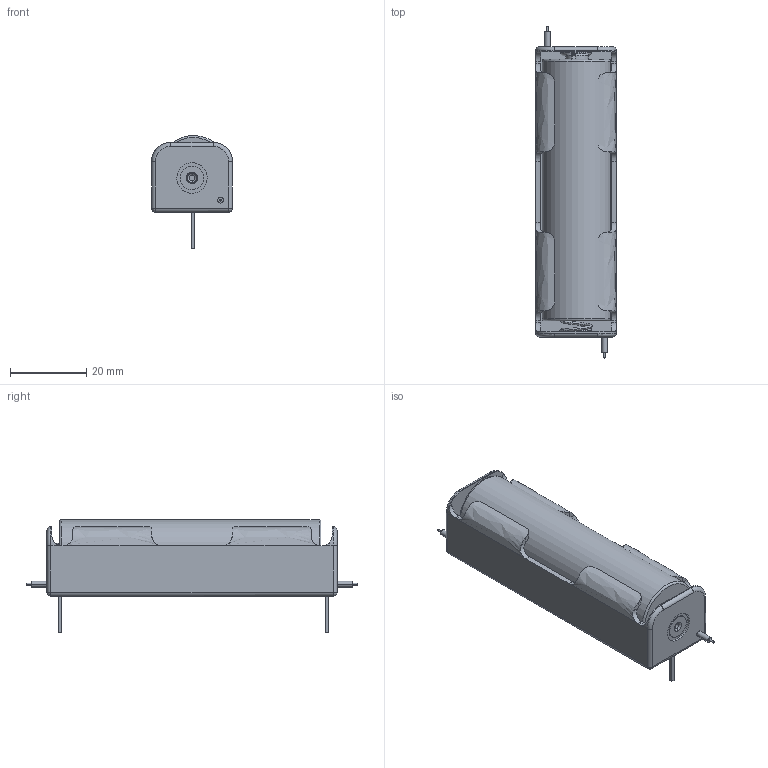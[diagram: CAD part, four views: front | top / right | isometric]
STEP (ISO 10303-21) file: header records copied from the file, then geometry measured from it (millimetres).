
FILE_DESCRIPTION (( 'STEP AP203' ), '1' );
FILE_NAME ('C5290175-with-bat.STEP', '2023-09-17T12:52:59', ( '' ), ( '' ), 'SwSTEP 2.0', 'SolidWorks 2022', '' );
FILE_SCHEMA (( 'CONFIG_CONTROL_DESIGN' ));
Length unit declared in the file: millimetre
Products named in the file (3): NCR 18650B(1).step; C5290176; C5290175-with-bat
Assembly tree (2 placements, depth 2):
  C5290175-with-bat
    C5290176
    NCR 18650B(1).step
Bounding box: 21.2 x 87 x 29.57 mm (x, y, z)
Volume: 24472.6 mm3; surface area: 14756.6 mm2
Topology: 6 solids, 6 shells, 186 faces, 415 edges, 252 vertices
Faces by surface type: bspline 148, plane 20, torus 10, cylinder 8
Entity records: 8541 total; most frequent: CARTESIAN_POINT 5463, ORIENTED_EDGE 830, EDGE_CURVE 415, VERTEX_POINT 252, EDGE_LOOP 209, B_SPLINE_CURVE_WITH_KNOTS 197, DIRECTION 194, FACE_OUTER_BOUND 186
